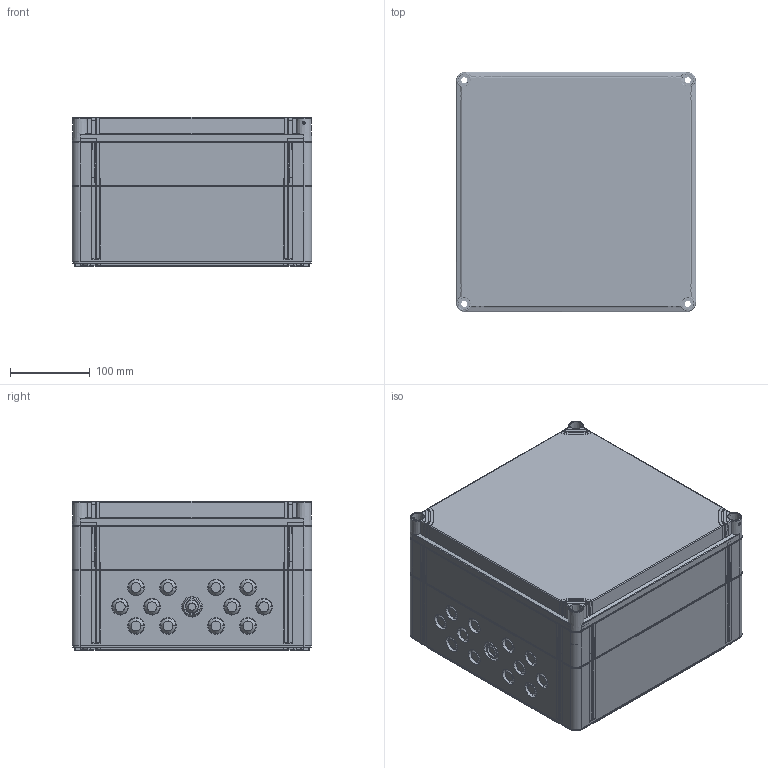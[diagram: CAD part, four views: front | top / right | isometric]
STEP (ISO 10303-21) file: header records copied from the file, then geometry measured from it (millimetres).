
FILE_DESCRIPTION((''),'2;1');
FILE_NAME('OPCM303018T_ASM','2008-12-19T',('pasi_koskela'),(''),'PRO/ENGINEER BY PARAMETRIC TECHNOLOGY CORPORATION, 2008250','PRO/ENGINEER BY PARAMETRIC TECHNOLOGY CORPORATION, 2008250','');
FILE_SCHEMA(('AUTOMOTIVE_DESIGN_CC2 { 1 2 10303 214 -1 1 5 2 }'));
Products named in the file (4): OPCM303010B; OPCT303003L; OPCP303006E; OPCM303018T_ASM
Assembly tree (3 placements, depth 2):
  OPCM303018T_ASM
    OPCM303010B
    OPCT303003L
    OPCP303006E
Bounding box: 300 x 300 x 187 mm (x, y, z)
Volume: 1818600.5 mm3; surface area: 1000565.5 mm2
Topology: 3 solids, 3 shells, 3853 faces, 10213 edges, 6518 vertices
Faces by surface type: plane 1879, cone 934, cylinder 648, torus 334, bspline 56, sphere 2
Entity records: 158683 total; most frequent: CARTESIAN_POINT 32446, ORIENTED_EDGE 20390, DIRECTION 19582, PRESENTATION_STYLE_ASSIGNMENT 10198, STYLED_ITEM 10198, CURVE_STYLE 10195, EDGE_CURVE 10195, AXIS2_PLACEMENT_3D 6933
